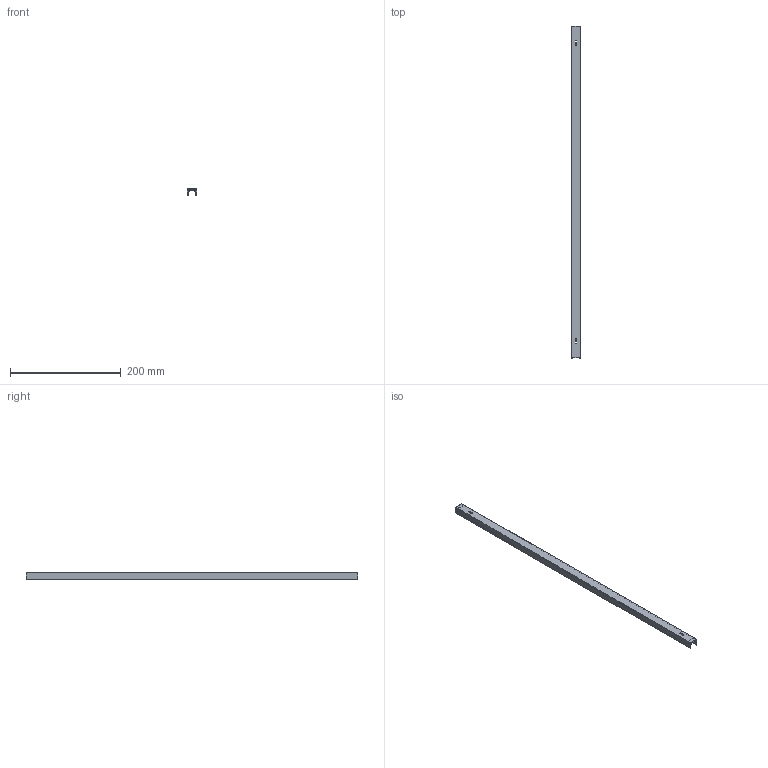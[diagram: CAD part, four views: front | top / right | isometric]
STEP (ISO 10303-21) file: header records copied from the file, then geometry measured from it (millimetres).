
FILE_DESCRIPTION(/* description */ ('This is a sample STEP configuration'),/* implementation_level */ '2;1');
FILE_NAME(/* name */ '708-001020xxxxxx _Simple.ipt_Rev_00.stp',/* time_stamp */ '2022-12-22T10:47:57+01:00',/* author */ ('powerJobs'),/* organization */ ('coolOrange'),/* preprocessor_version */ 'ST-DEVELOPER v18.1',/* originating_system */ 'Autodesk Inventor 2020',/* authorisation */ '');
FILE_SCHEMA (('AUTOMOTIVE_DESIGN { 1 0 10303 214 3 1 1 }'));
Length unit declared in the file: millimetre
Products named in the file (1): ENG000027501
Bounding box: 16.49 x 600 x 12.6 mm (x, y, z)
Volume: 43528 mm3; surface area: 70182.3 mm2
Topology: 2 solids, 2 shells, 122 faces, 360 edges, 240 vertices
Faces by surface type: plane 76, cylinder 46
Entity records: 4279 total; most frequent: CARTESIAN_POINT 723, ORIENTED_EDGE 720, DIRECTION 698, EDGE_CURVE 360, LINE 268, VECTOR 268, VERTEX_POINT 240, AXIS2_PLACEMENT_3D 215
